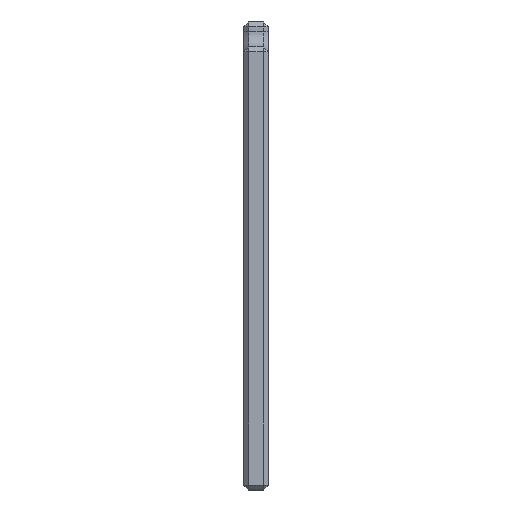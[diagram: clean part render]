
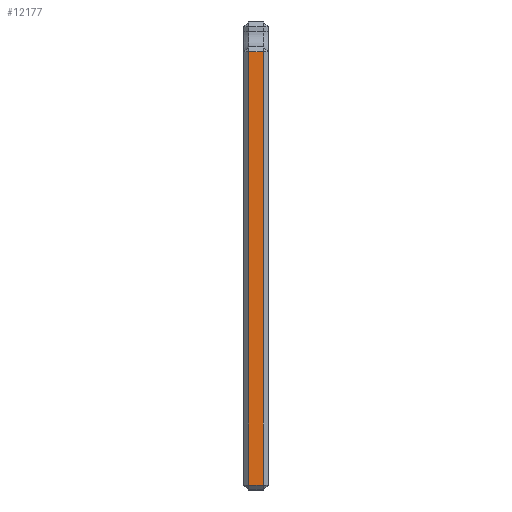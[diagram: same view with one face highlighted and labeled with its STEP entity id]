
A CAD part, left-side view. The second image highlights one B-rep face of the part: STEP entity #12177.
In plain terms, the highlighted planar face has unit normal (-1, 0, 0).
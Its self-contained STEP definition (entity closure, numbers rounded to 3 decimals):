
#2246=DIRECTION('',(0.,0.,1.));
#2247=VECTOR('',#2246,87.);
#2248=CARTESIAN_POINT('',(-272.,302.,2.7));
#2249=LINE('',#2248,#2247);
#2808=DIRECTION('',(0.,1.,0.));
#2809=VECTOR('',#2808,3.);
#2810=CARTESIAN_POINT('',(-272.,299.,2.7));
#2811=LINE('',#2810,#2809);
#2822=DIRECTION('',(0.,0.,-1.));
#2823=VECTOR('',#2822,87.);
#2824=CARTESIAN_POINT('',(-272.,299.,89.7));
#2825=LINE('',#2824,#2823);
#2934=DIRECTION('',(0.,-1.,0.));
#2935=VECTOR('',#2934,3.);
#2936=CARTESIAN_POINT('',(-272.,302.,89.7));
#2937=LINE('',#2936,#2935);
#9266=CARTESIAN_POINT('',(-272.,299.,89.7));
#9267=CARTESIAN_POINT('',(-272.,299.,2.7));
#9268=VERTEX_POINT('',#9266);
#9269=VERTEX_POINT('',#9267);
#9270=CARTESIAN_POINT('',(-272.,302.,89.7));
#9271=VERTEX_POINT('',#9270);
#9272=CARTESIAN_POINT('',(-272.,302.,2.7));
#9273=VERTEX_POINT('',#9272);
#12164=CARTESIAN_POINT('',(-272.,298.,153.7));
#12165=DIRECTION('',(-1.,0.,0.));
#12166=DIRECTION('',(0.,0.,-1.));
#12167=AXIS2_PLACEMENT_3D('',#12164,#12165,#12166);
#12168=PLANE('',#12167);
#12170=ORIENTED_EDGE('',*,*,#12169,.T.);
#12171=ORIENTED_EDGE('',*,*,#12149,.T.);
#12172=ORIENTED_EDGE('',*,*,#11675,.T.);
#12174=ORIENTED_EDGE('',*,*,#12173,.T.);
#12175=EDGE_LOOP('',(#12170,#12171,#12172,#12174));
#12176=FACE_OUTER_BOUND('',#12175,.F.);
#11675=EDGE_CURVE('',#9273,#9271,#2249,.T.);
#12149=EDGE_CURVE('',#9269,#9273,#2811,.T.);
#12169=EDGE_CURVE('',#9268,#9269,#2825,.T.);
#12173=EDGE_CURVE('',#9271,#9268,#2937,.T.);
#12177=ADVANCED_FACE('',(#12176),#12168,.T.);
